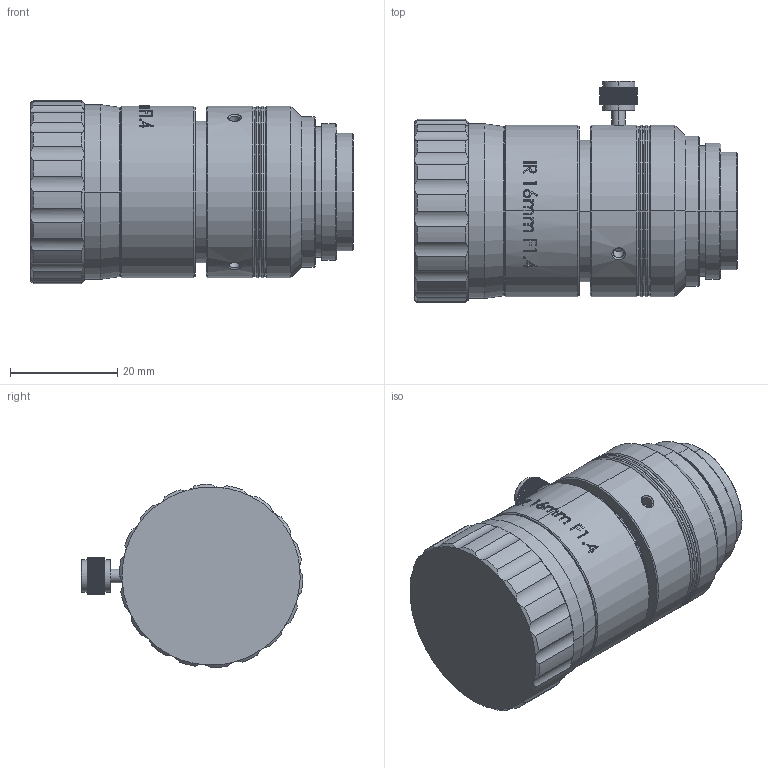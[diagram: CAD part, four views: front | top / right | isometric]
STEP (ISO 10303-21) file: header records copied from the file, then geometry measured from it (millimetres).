
FILE_DESCRIPTION (( 'STEP AP203' ), '1' );
FILE_NAME ('IR16mmF14.STEP', '2023-08-16T02:10:41', ( '' ), ( '' ), 'SwSTEP 2.0', 'SolidWorks 2018', '' );
FILE_SCHEMA (( 'CONFIG_CONTROL_DESIGN' ));
Length unit declared in the file: millimetre
Products named in the file (6): IR16mmF14; ѹȦ4; C諉諳; 噩芠2; 梓袧坶踡隊M2.5x7.5; 噩芠1
Assembly tree (5 placements, depth 2):
  IR16mmF14
    噩芠1
    噩芠2
    ѹȦ4
    C諉諳
    梓袧坶踡隊M2.5x7.5
Bounding box: 60.2 x 41.33 x 34.2 mm (x, y, z)
Volume: 49778.1 mm3; surface area: 16461.4 mm2
Topology: 5 solids, 5 shells, 1134 faces, 2551 edges, 1461 vertices
Faces by surface type: cone 410, plane 398, cylinder 274, bspline 52
Entity records: 40212 total; most frequent: CARTESIAN_POINT 15726, ORIENTED_EDGE 5098, DIRECTION 4800, EDGE_CURVE 2549, AXIS2_PLACEMENT_3D 2023, VERTEX_POINT 1461, EDGE_LOOP 1180, ADVANCED_FACE 1134
